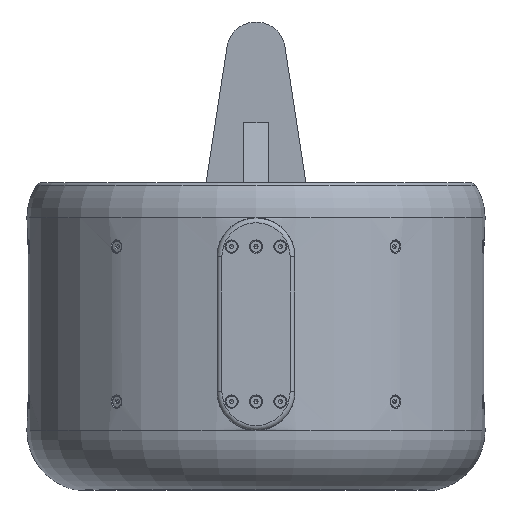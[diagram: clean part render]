
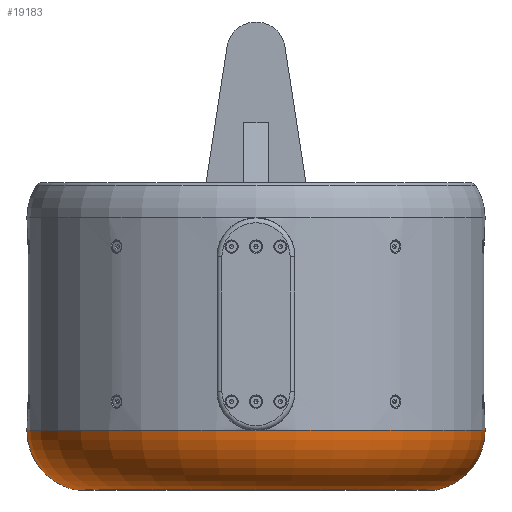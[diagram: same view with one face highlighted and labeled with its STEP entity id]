
A CAD part, front view. The second image highlights one B-rep face of the part: STEP entity #19183.
In plain terms, the highlighted toroidal (fillet/blend) face has major radius 172.594 mm and minor radius 62.406 mm.
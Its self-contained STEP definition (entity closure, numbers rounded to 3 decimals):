
#1127 = DIRECTION ( 'NONE',  ( -1., 0., 0. ) ) ;
#3048 = CARTESIAN_POINT ( 'NONE',  ( 0., -605.1, -109. ) ) ;
#6894 = VERTEX_POINT ( 'NONE', #3048 ) ;
#9047 = AXIS2_PLACEMENT_3D ( 'NONE', #40093, #13322, #1127 ) ;
#10274 = ORIENTED_EDGE ( 'NONE', *, *, #26067, .F. ) ;
#10739 = CARTESIAN_POINT ( 'NONE',  ( 0., -370.1, -170. ) ) ;
#10938 = EDGE_CURVE ( 'NONE', #6894, #31938, #30804, .T. ) ;
#11233 = CARTESIAN_POINT ( 'NONE',  ( -185.766, -370.1, -170. ) ) ;
#12499 = EDGE_LOOP ( 'NONE', ( #45910, #40884 ) ) ;
#13322 = DIRECTION ( 'NONE',  ( 0., 0., -1. ) ) ;
#14526 = EDGE_LOOP ( 'NONE', ( #10274 ) ) ;
#14560 = DIRECTION ( 'NONE',  ( -1., 0., 0. ) ) ;
#15197 = DIRECTION ( 'NONE',  ( -1., 0., 0. ) ) ;
#16005 = CARTESIAN_POINT ( 'NONE',  ( 0., -370.1, -109. ) ) ;
#16143 = AXIS2_PLACEMENT_3D ( 'NONE', #10739, #16927, #14560 ) ;
#16691 = EDGE_CURVE ( 'NONE', #31938, #6894, #33588, .T. ) ;
#16927 = DIRECTION ( 'NONE',  ( 0., 0., -1. ) ) ;
#18472 = DIRECTION ( 'NONE',  ( 0., 0., -1. ) ) ;
#19183 = ADVANCED_FACE ( 'NONE', ( #26810, #19219 ), #25172, .T. ) ;
#19219 = FACE_OUTER_BOUND ( 'NONE', #12499, .T. ) ;
#20013 = DIRECTION ( 'NONE',  ( 0., 0., -1. ) ) ;
#22219 = CARTESIAN_POINT ( 'NONE',  ( 0., -370.1, -109. ) ) ;
#25172 = TOROIDAL_SURFACE ( 'NONE', #46199, 172.594, 62.406 ) ;
#26067 = EDGE_CURVE ( 'NONE', #41620, #41620, #33041, .T. ) ;
#26810 = FACE_OUTER_BOUND ( 'NONE', #14526, .T. ) ;
#30804 = CIRCLE ( 'NONE', #9047, 235. ) ;
#31938 = VERTEX_POINT ( 'NONE', #39464 ) ;
#33041 = CIRCLE ( 'NONE', #16143, 185.766 ) ;
#33588 = CIRCLE ( 'NONE', #48947, 235. ) ;
#39464 = CARTESIAN_POINT ( 'NONE',  ( 0., -135.1, -109. ) ) ;
#40093 = CARTESIAN_POINT ( 'NONE',  ( 0., -370.1, -109. ) ) ;
#40884 = ORIENTED_EDGE ( 'NONE', *, *, #16691, .T. ) ;
#41620 = VERTEX_POINT ( 'NONE', #11233 ) ;
#42844 = DIRECTION ( 'NONE',  ( -1., 0., 0. ) ) ;
#45910 = ORIENTED_EDGE ( 'NONE', *, *, #10938, .T. ) ;
#46199 = AXIS2_PLACEMENT_3D ( 'NONE', #22219, #18472, #15197 ) ;
#48947 = AXIS2_PLACEMENT_3D ( 'NONE', #16005, #20013, #42844 ) ;
